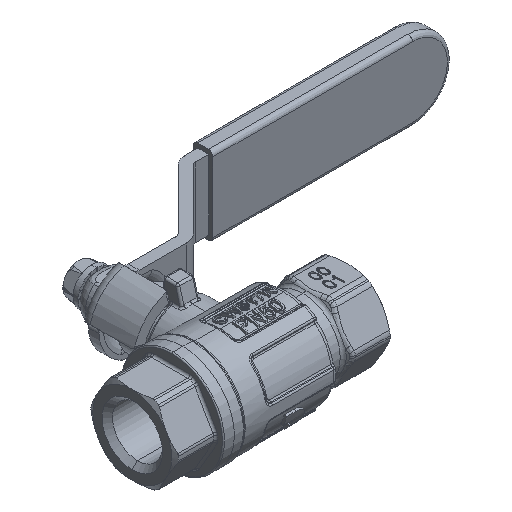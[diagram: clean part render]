
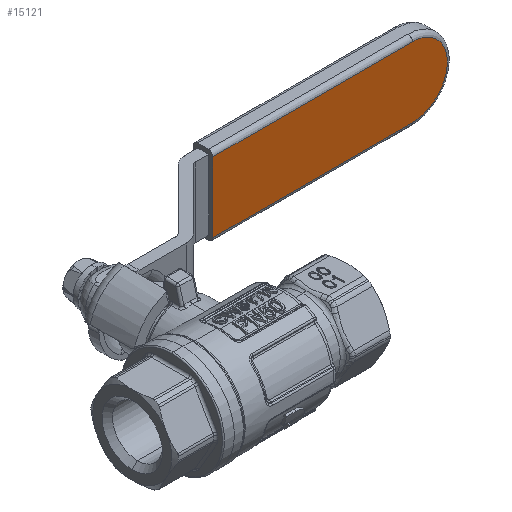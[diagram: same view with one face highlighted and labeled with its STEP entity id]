
A CAD part, isometric view. The second image highlights one B-rep face of the part: STEP entity #15121.
In plain terms, the highlighted planar face has unit normal (0, -1, 0).
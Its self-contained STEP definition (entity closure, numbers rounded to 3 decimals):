
#154 = VERTEX_POINT ( 'NONE', #20959 ) ;
#343 = CARTESIAN_POINT ( 'NONE',  ( 38.783, 37.8, -8. ) ) ;
#2120 = CARTESIAN_POINT ( 'NONE',  ( 83.927, 37.8, -3.996 ) ) ;
#2281 = CARTESIAN_POINT ( 'NONE',  ( 84.181, 37.8, 3.544 ) ) ;
#2406 = CARTESIAN_POINT ( 'NONE',  ( 51.139, 37.8, 8. ) ) ;
#2441 = CARTESIAN_POINT ( 'NONE',  ( 78.816, 37.8, 7.796 ) ) ;
#2806 = B_SPLINE_CURVE_WITH_KNOTS ( 'NONE', 3,
 ( #33857, #44912, #18976, #45064, #22734, #343, #26512, #4098, #30296, #7867 ),
 .UNSPECIFIED., .F., .F.,
 ( 4, 3, 3, 4 ),
 ( 0., 0.002, 0.01, 0.046 ),
 .UNSPECIFIED. ) ;
#3434 = CARTESIAN_POINT ( 'NONE',  ( 77., 37.8, 0. ) ) ;
#3500 = VECTOR ( 'NONE', #35400, 1000. ) ;
#3694 = ORIENTED_EDGE ( 'NONE', *, *, #45036, .T. ) ;
#3976 = VERTEX_POINT ( 'NONE', #39408 ) ;
#4098 = CARTESIAN_POINT ( 'NONE',  ( 53.3, 37.8, -8. ) ) ;
#4886 = AXIS2_PLACEMENT_3D ( 'NONE', #3434, #48469, #26166 ) ;
#5728 = CARTESIAN_POINT ( 'NONE',  ( 79.084, 37.8, -7.742 ) ) ;
#5885 = CARTESIAN_POINT ( 'NONE',  ( 84.285, 37.8, -3.294 ) ) ;
#6044 = CARTESIAN_POINT ( 'NONE',  ( 83.353, 37.8, 4.886 ) ) ;
#6190 = CARTESIAN_POINT ( 'NONE',  ( 31.45, 37.8, 8. ) ) ;
#6216 = CARTESIAN_POINT ( 'NONE',  ( 77.528, 37.8, 8. ) ) ;
#6558 = EDGE_CURVE ( 'NONE', #23426, #154, #2806, .T. ) ;
#7161 = CARTESIAN_POINT ( 'NONE',  ( 31.45, 37.8, 8. ) ) ;
#7867 = CARTESIAN_POINT ( 'NONE',  ( 77., 37.8, -8. ) ) ;
#9464 = CARTESIAN_POINT ( 'NONE',  ( 80.307, 37.8, -7.289 ) ) ;
#9638 = CARTESIAN_POINT ( 'NONE',  ( 84.739, 37.8, -2.067 ) ) ;
#9798 = CARTESIAN_POINT ( 'NONE',  ( 82.471, 37.8, 5.842 ) ) ;
#11336 = VERTEX_POINT ( 'NONE', #7161 ) ;
#12331 = ORIENTED_EDGE ( 'NONE', *, *, #6558, .T. ) ;
#13236 = CARTESIAN_POINT ( 'NONE',  ( 81.01, 37.8, -6.927 ) ) ;
#13391 = CARTESIAN_POINT ( 'NONE',  ( 85.001, 37.8, -0.513 ) ) ;
#13539 = CARTESIAN_POINT ( 'NONE',  ( 81.871, 37.8, 6.351 ) ) ;
#15121 = ADVANCED_FACE ( 'NONE', ( #15418 ), #18610, .T. ) ;
#15418 = FACE_OUTER_BOUND ( 'NONE', #15937, .T. ) ;
#15937 = EDGE_LOOP ( 'NONE', ( #21273, #12331, #3694, #37363 ) ) ;
#16815 = CARTESIAN_POINT ( 'NONE',  ( 77.528, 37.8, -8. ) ) ;
#16964 = CARTESIAN_POINT ( 'NONE',  ( 81.884, 37.8, -6.357 ) ) ;
#17132 = CARTESIAN_POINT ( 'NONE',  ( 84.946, 37.8, 1.047 ) ) ;
#17296 = CARTESIAN_POINT ( 'NONE',  ( 81.006, 37.8, 6.944 ) ) ;
#17431 = CARTESIAN_POINT ( 'NONE',  ( 31.45, 37.8, -8. ) ) ;
#17494 = EDGE_CURVE ( 'NONE', #3976, #11336, #35203, .T. ) ;
#18610 = PLANE ( 'NONE',  #4886 ) ;
#18976 = CARTESIAN_POINT ( 'NONE',  ( 32.783, 37.8, -8. ) ) ;
#19115 = EDGE_CURVE ( 'NONE', #23426, #11336, #23358, .T. ) ;
#20763 = CARTESIAN_POINT ( 'NONE',  ( 83.033, 37.8, -5.28 ) ) ;
#20923 = CARTESIAN_POINT ( 'NONE',  ( 84.723, 37.8, 2.075 ) ) ;
#20959 = CARTESIAN_POINT ( 'NONE',  ( 77., 37.8, -8. ) ) ;
#21047 = CARTESIAN_POINT ( 'NONE',  ( 71.661, 37.8, 8. ) ) ;
#21071 = CARTESIAN_POINT ( 'NONE',  ( 79.822, 37.8, 7.49 ) ) ;
#21273 = ORIENTED_EDGE ( 'NONE', *, *, #19115, .F. ) ;
#22734 = CARTESIAN_POINT ( 'NONE',  ( 36.117, 37.8, -8. ) ) ;
#23358 = LINE ( 'NONE', #35547, #3500 ) ;
#23426 = VERTEX_POINT ( 'NONE', #17431 ) ;
#23744 = B_SPLINE_CURVE_WITH_KNOTS ( 'NONE', 3,
 ( #27980, #16815, #28127, #5728, #31891, #9464, #35627, #13236, #39350, #16964, #43105, #20763, #46839, #24517, #2120, #28305, #5885, #32058, #9638, #35786, #13391, #39516, #17132, #43254, #20923, #47015, #24667, #2281, #28472, #6044, #32200, #9798, #35955, #13539, #39663, #17296, #43415, #21071, #47174, #24843, #2441, #28633, #6216, #32366 ),
 .UNSPECIFIED., .F., .F.,
 ( 4, 2, 2, 2, 2, 2, 2, 2, 2, 2, 2, 2, 2, 2, 2, 2, 2, 2, 2, 2, 2, 4 ),
 ( 0., 0.002, 0.003, 0.004, 0.005, 0.006, 0.008, 0.009, 0.009, 0.011, 0.013, 0.014, 0.015, 0.016, 0.017, 0.019, 0.02, 0.021, 0.022, 0.023, 0.024, 0.025 ),
 .UNSPECIFIED. ) ;
#24517 = CARTESIAN_POINT ( 'NONE',  ( 83.794, 37.8, -4.221 ) ) ;
#24667 = CARTESIAN_POINT ( 'NONE',  ( 84.481, 37.8, 2.822 ) ) ;
#24812 = CARTESIAN_POINT ( 'NONE',  ( 60.984, 37.8, 8. ) ) ;
#24843 = CARTESIAN_POINT ( 'NONE',  ( 79.07, 37.8, 7.732 ) ) ;
#26166 = DIRECTION ( 'NONE',  ( 0., 0., -1. ) ) ;
#26512 = CARTESIAN_POINT ( 'NONE',  ( 41.45, 37.8, -8. ) ) ;
#27980 = CARTESIAN_POINT ( 'NONE',  ( 77., 37.8, -8. ) ) ;
#28127 = CARTESIAN_POINT ( 'NONE',  ( 78.057, 37.8, -7.947 ) ) ;
#28305 = CARTESIAN_POINT ( 'NONE',  ( 84.173, 37.8, -3.534 ) ) ;
#28472 = CARTESIAN_POINT ( 'NONE',  ( 83.936, 37.8, 4.008 ) ) ;
#28610 = CARTESIAN_POINT ( 'NONE',  ( 41.295, 37.8, 8. ) ) ;
#28633 = CARTESIAN_POINT ( 'NONE',  ( 78.048, 37.8, 7.948 ) ) ;
#30296 = CARTESIAN_POINT ( 'NONE',  ( 65.15, 37.8, -8. ) ) ;
#31891 = CARTESIAN_POINT ( 'NONE',  ( 79.582, 37.8, -7.59 ) ) ;
#32058 = CARTESIAN_POINT ( 'NONE',  ( 84.586, 37.8, -2.566 ) ) ;
#32200 = CARTESIAN_POINT ( 'NONE',  ( 83.024, 37.8, 5.29 ) ) ;
#32366 = CARTESIAN_POINT ( 'NONE',  ( 77., 37.8, 8. ) ) ;
#33857 = CARTESIAN_POINT ( 'NONE',  ( 31.45, 37.8, -8. ) ) ;
#35203 = B_SPLINE_CURVE_WITH_KNOTS ( 'NONE', 3,
 ( #43383, #21047, #47147, #24812, #2406, #28610, #6190 ),
 .UNSPECIFIED., .F., .F.,
 ( 4, 3, 4 ),
 ( 0., 0.016, 0.046 ),
 .UNSPECIFIED. ) ;
#35400 = DIRECTION ( 'NONE',  ( 0., 0., 1. ) ) ;
#35547 = CARTESIAN_POINT ( 'NONE',  ( 31.45, 37.8, 0. ) ) ;
#35627 = CARTESIAN_POINT ( 'NONE',  ( 80.547, 37.8, -7.175 ) ) ;
#35786 = CARTESIAN_POINT ( 'NONE',  ( 84.946, 37.8, -1.043 ) ) ;
#35955 = CARTESIAN_POINT ( 'NONE',  ( 82.278, 37.8, 6.018 ) ) ;
#37363 = ORIENTED_EDGE ( 'NONE', *, *, #17494, .T. ) ;
#39350 = CARTESIAN_POINT ( 'NONE',  ( 81.234, 37.8, -6.792 ) ) ;
#39408 = CARTESIAN_POINT ( 'NONE',  ( 77., 37.8, 8. ) ) ;
#39516 = CARTESIAN_POINT ( 'NONE',  ( 84.999, 37.8, 0.53 ) ) ;
#39663 = CARTESIAN_POINT ( 'NONE',  ( 81.659, 37.8, 6.508 ) ) ;
#43105 = CARTESIAN_POINT ( 'NONE',  ( 82.288, 37.8, -6.026 ) ) ;
#43254 = CARTESIAN_POINT ( 'NONE',  ( 84.789, 37.8, 1.818 ) ) ;
#43383 = CARTESIAN_POINT ( 'NONE',  ( 77., 37.8, 8. ) ) ;
#43415 = CARTESIAN_POINT ( 'NONE',  ( 80.547, 37.8, 7.19 ) ) ;
#44912 = CARTESIAN_POINT ( 'NONE',  ( 32.117, 37.8, -8. ) ) ;
#45036 = EDGE_CURVE ( 'NONE', #154, #3976, #23744, .T. ) ;
#45064 = CARTESIAN_POINT ( 'NONE',  ( 33.45, 37.8, -8. ) ) ;
#46839 = CARTESIAN_POINT ( 'NONE',  ( 83.363, 37.8, -4.872 ) ) ;
#47015 = CARTESIAN_POINT ( 'NONE',  ( 84.569, 37.8, 2.576 ) ) ;
#47147 = CARTESIAN_POINT ( 'NONE',  ( 66.323, 37.8, 8. ) ) ;
#47174 = CARTESIAN_POINT ( 'NONE',  ( 79.573, 37.8, 7.579 ) ) ;
#48469 = DIRECTION ( 'NONE',  ( 0., -1., 0. ) ) ;
